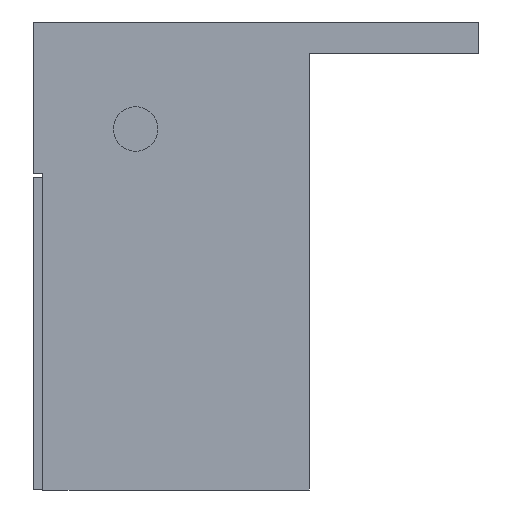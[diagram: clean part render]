
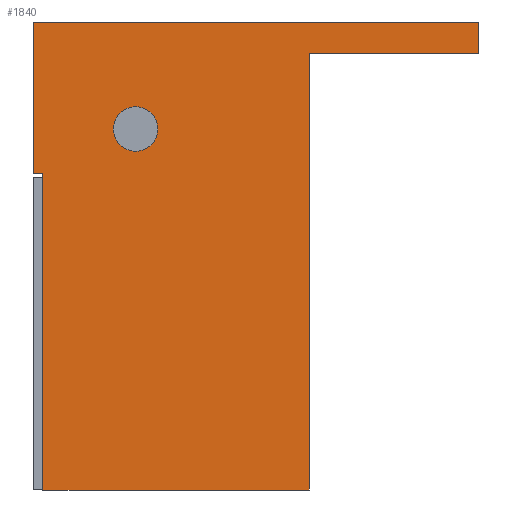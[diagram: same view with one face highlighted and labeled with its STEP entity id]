
A CAD part, front view. The second image highlights one B-rep face of the part: STEP entity #1840.
In plain terms, the highlighted face is planar.
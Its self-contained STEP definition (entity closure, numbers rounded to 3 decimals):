
#78 = LINE ( 'NONE', #4051, #4139 ) ;
#108 = EDGE_CURVE ( 'NONE', #3624, #521, #3568, .T. ) ;
#176 = CARTESIAN_POINT ( 'NONE',  ( -50., 45., -3.5 ) ) ;
#195 = DIRECTION ( 'NONE',  ( 1., 0., 0. ) ) ;
#311 = DIRECTION ( 'NONE',  ( 0., 0., -1. ) ) ;
#325 = LINE ( 'NONE', #1895, #332 ) ;
#332 = VECTOR ( 'NONE', #3016, 1000. ) ;
#362 = CARTESIAN_POINT ( 'NONE',  ( -50., 45., 0. ) ) ;
#453 = VECTOR ( 'NONE', #311, 1000. ) ;
#514 = EDGE_CURVE ( 'NONE', #2773, #4452, #3595, .T. ) ;
#521 = VERTEX_POINT ( 'NONE', #546 ) ;
#546 = CARTESIAN_POINT ( 'NONE',  ( -31., 45., -52.5 ) ) ;
#551 = DIRECTION ( 'NONE',  ( 0., 0., -1. ) ) ;
#586 = VECTOR ( 'NONE', #3787, 1000. ) ;
#605 = DIRECTION ( 'NONE',  ( 0., -1., 0. ) ) ;
#694 = ORIENTED_EDGE ( 'NONE', *, *, #108, .F. ) ;
#920 = DIRECTION ( 'NONE',  ( 0., 0., -1. ) ) ;
#938 = DIRECTION ( 'NONE',  ( 0., -1., 0. ) ) ;
#944 = CARTESIAN_POINT ( 'NONE',  ( -11.5, 45., -12. ) ) ;
#1071 = FACE_OUTER_BOUND ( 'NONE', #1496, .T. ) ;
#1203 = DIRECTION ( 'NONE',  ( 0., -1., 0. ) ) ;
#1257 = LINE ( 'NONE', #1726, #2406 ) ;
#1309 = VERTEX_POINT ( 'NONE', #4456 ) ;
#1359 = LINE ( 'NONE', #2476, #3486 ) ;
#1421 = CARTESIAN_POINT ( 'NONE',  ( -31., 45., -3.5 ) ) ;
#1448 = DIRECTION ( 'NONE',  ( 1., 0., 0. ) ) ;
#1496 = EDGE_LOOP ( 'NONE', ( #3907, #4182, #694, #4006, #4679, #2224, #2904, #4239 ) ) ;
#1515 = VECTOR ( 'NONE', #195, 1000. ) ;
#1695 = VERTEX_POINT ( 'NONE', #2290 ) ;
#1726 = CARTESIAN_POINT ( 'NONE',  ( 0., 45., 0. ) ) ;
#1758 = VERTEX_POINT ( 'NONE', #4685 ) ;
#1840 = ADVANCED_FACE ( 'NONE', ( #4629, #1071 ), #4827, .F. ) ;
#1859 = AXIS2_PLACEMENT_3D ( 'NONE', #2620, #938, #2519 ) ;
#1895 = CARTESIAN_POINT ( 'NONE',  ( -31., 45., -3.5 ) ) ;
#2049 = EDGE_CURVE ( 'NONE', #1758, #1309, #3345, .T. ) ;
#2077 = CARTESIAN_POINT ( 'NONE',  ( -1.1, 45., -17. ) ) ;
#2096 = CIRCLE ( 'NONE', #4982, 2.5 ) ;
#2190 = VERTEX_POINT ( 'NONE', #3093 ) ;
#2224 = ORIENTED_EDGE ( 'NONE', *, *, #4303, .F. ) ;
#2290 = CARTESIAN_POINT ( 'NONE',  ( 0., 45., 0. ) ) ;
#2406 = VECTOR ( 'NONE', #3302, 1000. ) ;
#2410 = EDGE_CURVE ( 'NONE', #521, #2190, #4954, .T. ) ;
#2444 = CARTESIAN_POINT ( 'NONE',  ( -31., 45., -3.5 ) ) ;
#2476 = CARTESIAN_POINT ( 'NONE',  ( -50., 45., 0. ) ) ;
#2519 = DIRECTION ( 'NONE',  ( 0., 0., 1. ) ) ;
#2541 = CARTESIAN_POINT ( 'NONE',  ( 0., 45., 0. ) ) ;
#2620 = CARTESIAN_POINT ( 'NONE',  ( -11.5, 45., -12. ) ) ;
#2692 = ORIENTED_EDGE ( 'NONE', *, *, #514, .T. ) ;
#2708 = EDGE_CURVE ( 'NONE', #4452, #2773, #2096, .T. ) ;
#2731 = CARTESIAN_POINT ( 'NONE',  ( -11.5, 45., -14.5 ) ) ;
#2773 = VERTEX_POINT ( 'NONE', #2731 ) ;
#2898 = AXIS2_PLACEMENT_3D ( 'NONE', #3617, #1203, #3596 ) ;
#2904 = ORIENTED_EDGE ( 'NONE', *, *, #4732, .F. ) ;
#2942 = DIRECTION ( 'NONE',  ( 0., 0., 1. ) ) ;
#2951 = EDGE_CURVE ( 'NONE', #4406, #3624, #325, .T. ) ;
#2999 = CARTESIAN_POINT ( 'NONE',  ( 0., 45., -52.5 ) ) ;
#3016 = DIRECTION ( 'NONE',  ( 1., 0., 0. ) ) ;
#3093 = CARTESIAN_POINT ( 'NONE',  ( -1.1, 45., -52.5 ) ) ;
#3302 = DIRECTION ( 'NONE',  ( -1., 0., 0. ) ) ;
#3345 = LINE ( 'NONE', #2077, #1515 ) ;
#3406 = CARTESIAN_POINT ( 'NONE',  ( -11.5, 45., -9.5 ) ) ;
#3486 = VECTOR ( 'NONE', #551, 1000. ) ;
#3568 = LINE ( 'NONE', #1421, #453 ) ;
#3595 = CIRCLE ( 'NONE', #1859, 2.5 ) ;
#3596 = DIRECTION ( 'NONE',  ( 0., 0., -1. ) ) ;
#3617 = CARTESIAN_POINT ( 'NONE',  ( 0., 45., -52.5 ) ) ;
#3624 = VERTEX_POINT ( 'NONE', #2444 ) ;
#3693 = ORIENTED_EDGE ( 'NONE', *, *, #2708, .T. ) ;
#3787 = DIRECTION ( 'NONE',  ( 0., 0., 1. ) ) ;
#3907 = ORIENTED_EDGE ( 'NONE', *, *, #4376, .T. ) ;
#4006 = ORIENTED_EDGE ( 'NONE', *, *, #2951, .F. ) ;
#4051 = CARTESIAN_POINT ( 'NONE',  ( -1.1, 45., -52.5 ) ) ;
#4139 = VECTOR ( 'NONE', #920, 1000. ) ;
#4172 = LINE ( 'NONE', #2541, #586 ) ;
#4182 = ORIENTED_EDGE ( 'NONE', *, *, #2410, .F. ) ;
#4239 = ORIENTED_EDGE ( 'NONE', *, *, #2049, .F. ) ;
#4280 = EDGE_CURVE ( 'NONE', #4544, #4406, #1359, .T. ) ;
#4303 = EDGE_CURVE ( 'NONE', #1695, #4544, #1257, .T. ) ;
#4376 = EDGE_CURVE ( 'NONE', #1758, #2190, #78, .T. ) ;
#4406 = VERTEX_POINT ( 'NONE', #176 ) ;
#4452 = VERTEX_POINT ( 'NONE', #3406 ) ;
#4456 = CARTESIAN_POINT ( 'NONE',  ( 0., 45., -17. ) ) ;
#4544 = VERTEX_POINT ( 'NONE', #362 ) ;
#4629 = FACE_BOUND ( 'NONE', #4786, .T. ) ;
#4679 = ORIENTED_EDGE ( 'NONE', *, *, #4280, .F. ) ;
#4685 = CARTESIAN_POINT ( 'NONE',  ( -1.1, 45., -17. ) ) ;
#4732 = EDGE_CURVE ( 'NONE', #1309, #1695, #4172, .T. ) ;
#4786 = EDGE_LOOP ( 'NONE', ( #3693, #2692 ) ) ;
#4827 = PLANE ( 'NONE',  #2898 ) ;
#4954 = LINE ( 'NONE', #2999, #4976 ) ;
#4976 = VECTOR ( 'NONE', #1448, 1000. ) ;
#4982 = AXIS2_PLACEMENT_3D ( 'NONE', #944, #605, #2942 ) ;
